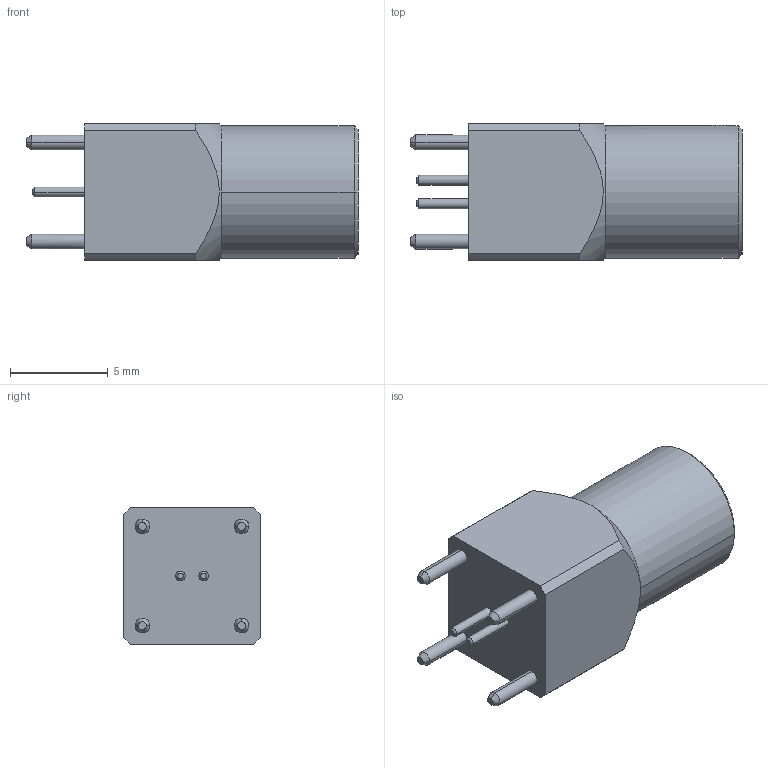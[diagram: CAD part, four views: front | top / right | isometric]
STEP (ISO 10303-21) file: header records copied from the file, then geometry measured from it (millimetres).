
FILE_DESCRIPTION(('STEP AP203'),'1');
FILE_NAME('ezg_00_302_cln.stp','2023-07-24T13:34:04',('TraceParts'),('TraceParts S.A.'),'Spatial InterOp 3D',' ',' ');
FILE_SCHEMA(('CONFIG_CONTROL_DESIGN'));
Length unit declared in the file: millimetre
Products named in the file (1): 1
Bounding box: 17 x 7 x 7 mm (x, y, z)
Volume: 595.7 mm3; surface area: 458.7 mm2
Topology: 1 solids, 1 shells, 50 faces, 112 edges, 70 vertices
Faces by surface type: cylinder 20, cone 16, plane 12, bspline 2
Entity records: 2283 total; most frequent: CARTESIAN_POINT 1114, DIRECTION 251, ORIENTED_EDGE 224, EDGE_CURVE 112, AXIS2_PLACEMENT_3D 103, VERTEX_POINT 70, EDGE_LOOP 56, CIRCLE 54
